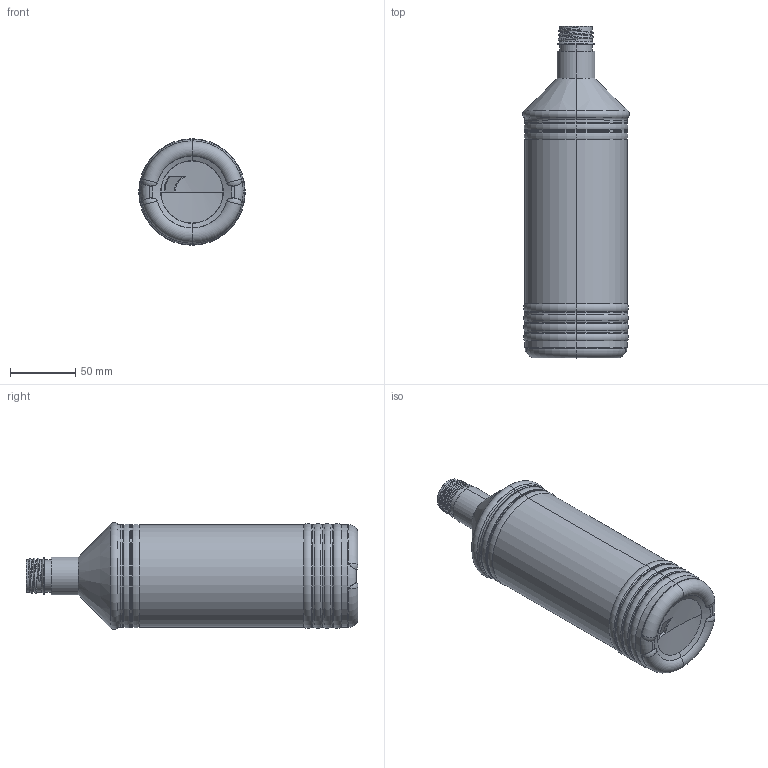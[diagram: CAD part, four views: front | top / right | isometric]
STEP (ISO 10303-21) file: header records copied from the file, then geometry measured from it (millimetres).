
FILE_DESCRIPTION (( 'STEP AP214' ), '1' );
FILE_NAME ('Battery Water Bottle HDPE.STEP', '2021-07-22T20:17:26', ( '' ), ( '' ), 'SwSTEP 2.0', 'SolidWorks 2019', '' );
FILE_SCHEMA (( 'AUTOMOTIVE_DESIGN' ));
Length unit declared in the file: millimetre
Products named in the file (1): Battery Water Bottle HDPE
Bounding box: 81.39 x 253.7 x 81.39 mm (x, y, z)
Volume: 42539.8 mm3; surface area: 121537.4 mm2
Topology: 1 solids, 1 shells, 196 faces, 458 edges, 259 vertices
Faces by surface type: torus 82, cylinder 52, cone 22, sphere 20, bspline 11, plane 9
Entity records: 9075 total; most frequent: CARTESIAN_POINT 4671, DIRECTION 1028, ORIENTED_EDGE 884, AXIS2_PLACEMENT_3D 478, EDGE_CURVE 442, CIRCLE 292, VERTEX_POINT 251, EDGE_LOOP 199
